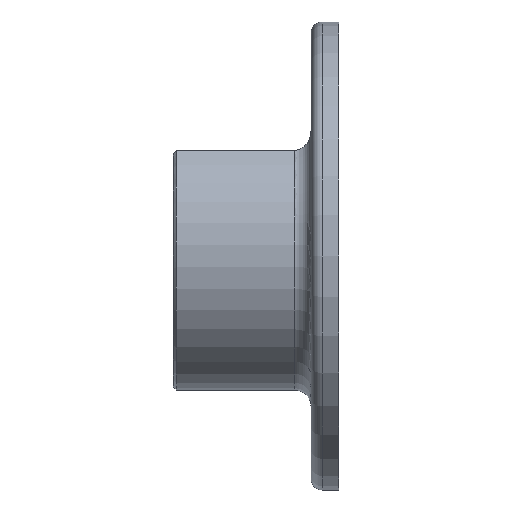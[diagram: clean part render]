
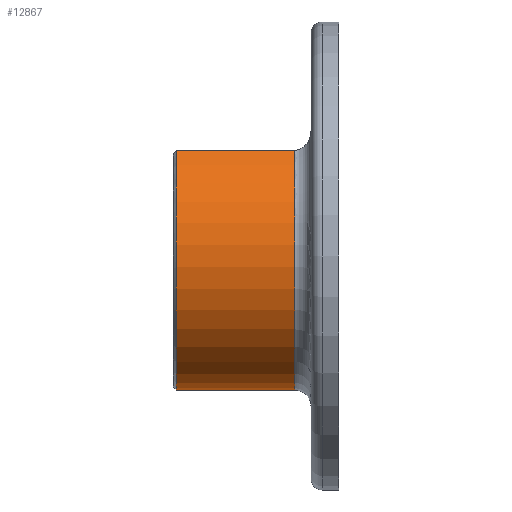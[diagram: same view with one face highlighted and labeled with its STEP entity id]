
A CAD part, left-side view. The second image highlights one B-rep face of the part: STEP entity #12867.
In plain terms, the highlighted cylindrical face has radius 24.35 mm (diameter 48.7 mm), a partial arc.
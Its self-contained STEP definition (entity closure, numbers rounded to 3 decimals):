
#1185 = EDGE_CURVE ( 'NONE', #17600, #1653, #8298, .T. ) ;
#1475 = EDGE_CURVE ( 'NONE', #13005, #9281, #6727, .T. ) ;
#1653 = VERTEX_POINT ( 'NONE', #6714 ) ;
#2275 = DIRECTION ( 'NONE',  ( 0., 0., 1. ) ) ;
#2340 = DIRECTION ( 'NONE',  ( 0., -1., 0. ) ) ;
#2811 = DIRECTION ( 'NONE',  ( 0., -1., 0. ) ) ;
#3133 = FACE_OUTER_BOUND ( 'NONE', #19322, .T. ) ;
#3375 = CYLINDRICAL_SURFACE ( 'NONE', #7927, 24.35 ) ;
#3962 = DIRECTION ( 'NONE',  ( 0., 0., -1. ) ) ;
#4239 = ORIENTED_EDGE ( 'NONE', *, *, #19592, .T. ) ;
#5554 = CARTESIAN_POINT ( 'NONE',  ( 0., 29.5, -24.35 ) ) ;
#6288 = ORIENTED_EDGE ( 'NONE', *, *, #1475, .F. ) ;
#6442 = ORIENTED_EDGE ( 'NONE', *, *, #14113, .T. ) ;
#6714 = CARTESIAN_POINT ( 'NONE',  ( 0., 8., -24.35 ) ) ;
#6727 = LINE ( 'NONE', #19908, #8901 ) ;
#7927 = AXIS2_PLACEMENT_3D ( 'NONE', #10194, #2340, #3962 ) ;
#8194 = CARTESIAN_POINT ( 'NONE',  ( -15., 8., 19.181 ) ) ;
#8298 = LINE ( 'NONE', #11638, #16591 ) ;
#8901 = VECTOR ( 'NONE', #2811, 1000. ) ;
#9281 = VERTEX_POINT ( 'NONE', #8194 ) ;
#10086 = ORIENTED_EDGE ( 'NONE', *, *, #1185, .T. ) ;
#10194 = CARTESIAN_POINT ( 'NONE',  ( 0., 30., 0. ) ) ;
#11033 = DIRECTION ( 'NONE',  ( 0., 0., 1. ) ) ;
#11565 = CARTESIAN_POINT ( 'NONE',  ( 0., 8., 0. ) ) ;
#11638 = CARTESIAN_POINT ( 'NONE',  ( 0., 30., -24.35 ) ) ;
#12867 = ADVANCED_FACE ( 'NONE', ( #3133 ), #3375, .T. ) ;
#13005 = VERTEX_POINT ( 'NONE', #13599 ) ;
#13338 = DIRECTION ( 'NONE',  ( 0., -1., 0. ) ) ;
#13439 = AXIS2_PLACEMENT_3D ( 'NONE', #11565, #17988, #2275 ) ;
#13599 = CARTESIAN_POINT ( 'NONE',  ( -15., 29.5, 19.181 ) ) ;
#13959 = DIRECTION ( 'NONE',  ( 0., -1., 0. ) ) ;
#14113 = EDGE_CURVE ( 'NONE', #13005, #17600, #16221, .T. ) ;
#16153 = CIRCLE ( 'NONE', #13439, 24.35 ) ;
#16221 = CIRCLE ( 'NONE', #18677, 24.35 ) ;
#16591 = VECTOR ( 'NONE', #13338, 1000. ) ;
#17600 = VERTEX_POINT ( 'NONE', #5554 ) ;
#17988 = DIRECTION ( 'NONE',  ( 0., 1., 0. ) ) ;
#18677 = AXIS2_PLACEMENT_3D ( 'NONE', #18835, #13959, #11033 ) ;
#18835 = CARTESIAN_POINT ( 'NONE',  ( 0., 29.5, 0. ) ) ;
#19322 = EDGE_LOOP ( 'NONE', ( #6442, #10086, #4239, #6288 ) ) ;
#19592 = EDGE_CURVE ( 'NONE', #1653, #9281, #16153, .T. ) ;
#19908 = CARTESIAN_POINT ( 'NONE',  ( -15., 30., 19.181 ) ) ;
